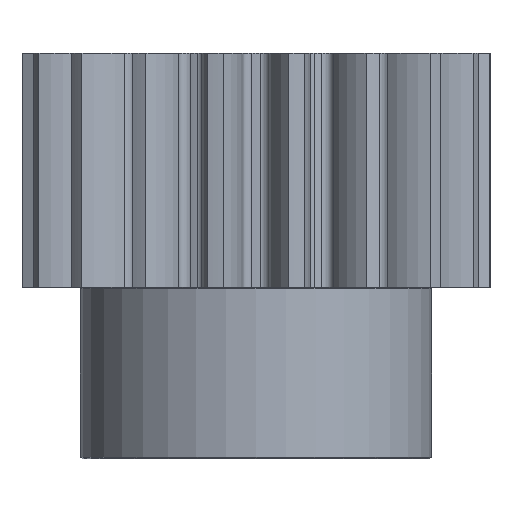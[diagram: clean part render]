
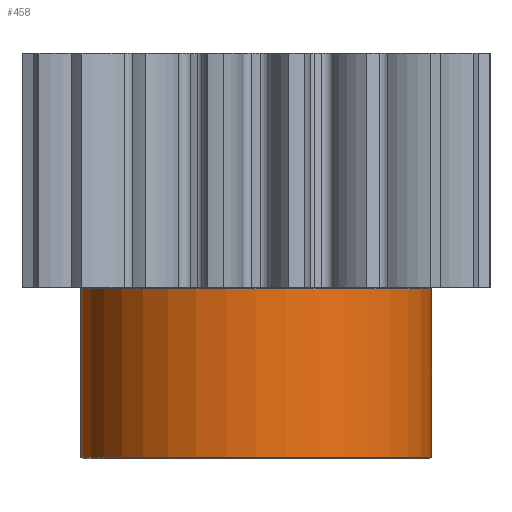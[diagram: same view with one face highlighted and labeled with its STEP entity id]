
A CAD part, front view. The second image highlights one B-rep face of the part: STEP entity #458.
In plain terms, the highlighted cylindrical face has radius 22.5 mm (diameter 45 mm), a partial arc.
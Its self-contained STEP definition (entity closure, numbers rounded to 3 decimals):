
#458=ADVANCED_FACE('NONE',(#918),#919,.T.);
#918=FACE_OUTER_BOUND('',#1376,.T.);
#919=CYLINDRICAL_SURFACE('',#1377,22.5);
#1376=EDGE_LOOP('',(#2800,#2801,#2802,#2803));
#1377=AXIS2_PLACEMENT_3D('',#2804,#2805,#2806);
#2800=ORIENTED_EDGE('',*,*,#2945,.F.);
#2801=ORIENTED_EDGE('',*,*,#3424,.T.);
#2802=ORIENTED_EDGE('',*,*,#2947,.T.);
#2803=ORIENTED_EDGE('',*,*,#2924,.T.);
#2804=CARTESIAN_POINT('',(0.0,0.0,-22.0));
#2805=DIRECTION('',(0.0,0.0,-1.0));
#2806=DIRECTION('',(1.0,0.0,0.0));
#2924=EDGE_CURVE('NONE',#3559,#3557,#3560,.T.);
#2945=EDGE_CURVE('NONE',#3584,#3557,#3593,.T.);
#2947=EDGE_CURVE('NONE',#3586,#3559,#3595,.T.);
#3424=EDGE_CURVE('NONE',#3584,#3586,#4288,.T.);
#3557=VERTEX_POINT('NONE',#4447);
#3559=VERTEX_POINT('NONE',#4449);
#3560=CIRCLE('',#4450,22.5);
#3584=VERTEX_POINT('NONE',#4478);
#3586=VERTEX_POINT('NONE',#4481);
#3593=LINE('',#4491,#4492);
#3595=LINE('',#4494,#4495);
#4288=CIRCLE('',#5296,22.5);
#4447=CARTESIAN_POINT('',(-22.5,0.,-0.2));
#4449=CARTESIAN_POINT('',(22.5,0.0,-0.2));
#4450=AXIS2_PLACEMENT_3D('',#5418,#5419,#5420);
#4478=CARTESIAN_POINT('',(-22.5,0.,-21.8));
#4481=CARTESIAN_POINT('',(22.5,0.0,-21.8));
#4491=CARTESIAN_POINT('',(-22.5,0.,-22.0));
#4492=VECTOR('',#5450,1000.0);
#4494=CARTESIAN_POINT('',(22.5,0.0,-22.0));
#4495=VECTOR('',#5454,1000.0);
#5296=AXIS2_PLACEMENT_3D('',#6295,#6296,#6297);
#5418=CARTESIAN_POINT('',(0.0,0.0,-0.2));
#5419=DIRECTION('',(0.0,0.0,-1.0));
#5420=DIRECTION('',(1.0,0.0,0.0));
#5450=DIRECTION('',(0.0,0.0,1.0));
#5454=DIRECTION('',(0.0,0.0,1.0));
#6295=CARTESIAN_POINT('',(0.0,0.0,-21.8));
#6296=DIRECTION('',(0.0,-0.0,1.0));
#6297=DIRECTION('',(1.0,0.0,0.0));
